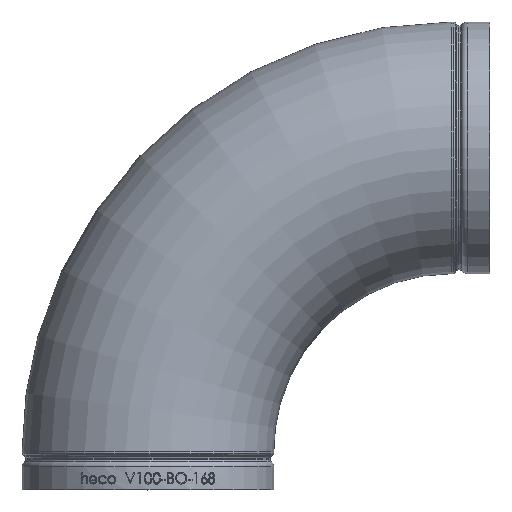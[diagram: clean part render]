
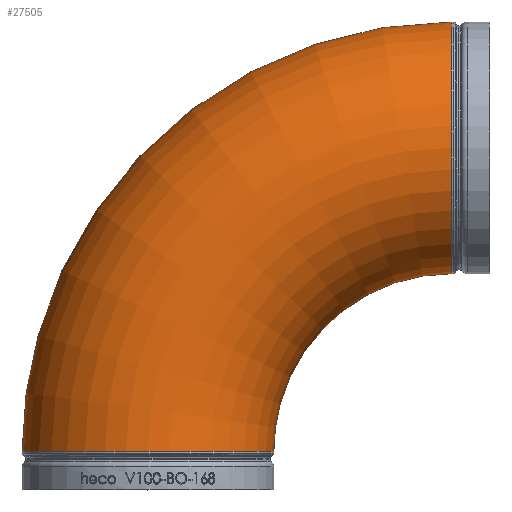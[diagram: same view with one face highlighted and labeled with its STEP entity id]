
A CAD part, top view. The second image highlights one B-rep face of the part: STEP entity #27505.
In plain terms, the highlighted toroidal (fillet/blend) face has major radius 203.005 mm and minor radius 84.138 mm.
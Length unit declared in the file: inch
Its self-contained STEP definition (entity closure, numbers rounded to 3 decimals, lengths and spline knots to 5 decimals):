
#330 = DIRECTION ( 'NONE',  ( 0., 0., 1. ) ) ;
#1249 = EDGE_LOOP ( 'NONE', ( #1923 ) ) ;
#1923 = ORIENTED_EDGE ( 'NONE', *, *, #29016, .F. ) ;
#4310 = EDGE_CURVE ( 'NONE', #25426, #25426, #30301, .T. ) ;
#4724 = ORIENTED_EDGE ( 'NONE', *, *, #4310, .F. ) ;
#7432 = VERTEX_POINT ( 'NONE', #18795 ) ;
#8185 = CARTESIAN_POINT ( 'NONE',  ( 7.99233, 0., -3.3125 ) ) ;
#9226 = AXIS2_PLACEMENT_3D ( 'NONE', #10346, #330, #27496 ) ;
#9817 = FACE_OUTER_BOUND ( 'NONE', #1249, .T. ) ;
#10346 = CARTESIAN_POINT ( 'NONE',  ( 7.99233, -7.99233, 0. ) ) ;
#11318 = CIRCLE ( 'NONE', #28164, 3.3125 ) ;
#14554 = EDGE_LOOP ( 'NONE', ( #4724 ) ) ;
#14955 = DIRECTION ( 'NONE',  ( 0., 0., -1. ) ) ;
#17025 = CARTESIAN_POINT ( 'NONE',  ( 7.99233, 0., 0. ) ) ;
#18795 = CARTESIAN_POINT ( 'NONE',  ( 0., -7.99233, -3.3125 ) ) ;
#19430 = TOROIDAL_SURFACE ( 'NONE', #9226, 7.99233, 3.3125 ) ;
#19840 = DIRECTION ( 'NONE',  ( 0., 0., -1. ) ) ;
#20179 = CARTESIAN_POINT ( 'NONE',  ( 0., -7.99233, 0. ) ) ;
#22492 = AXIS2_PLACEMENT_3D ( 'NONE', #17025, #24825, #14955 ) ;
#23281 = FACE_OUTER_BOUND ( 'NONE', #14554, .T. ) ;
#24825 = DIRECTION ( 'NONE',  ( 1., 0., 0. ) ) ;
#25001 = DIRECTION ( 'NONE',  ( 0., -1., 0. ) ) ;
#25426 = VERTEX_POINT ( 'NONE', #8185 ) ;
#27496 = DIRECTION ( 'NONE',  ( 1., 0., 0. ) ) ;
#27505 = ADVANCED_FACE ( 'NONE', ( #9817, #23281 ), #19430, .T. ) ;
#28164 = AXIS2_PLACEMENT_3D ( 'NONE', #20179, #25001, #19840 ) ;
#29016 = EDGE_CURVE ( 'NONE', #7432, #7432, #11318, .T. ) ;
#30301 = CIRCLE ( 'NONE', #22492, 3.3125 ) ;
